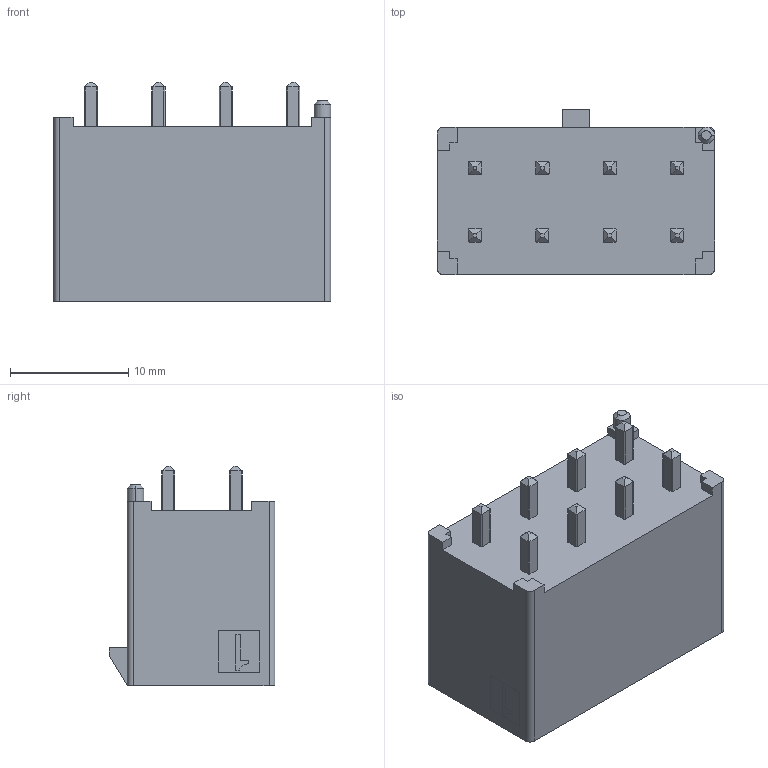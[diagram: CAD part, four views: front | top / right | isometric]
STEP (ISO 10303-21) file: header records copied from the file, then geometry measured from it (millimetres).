
FILE_DESCRIPTION((''),'2;1');
FILE_NAME('768290108','2017-08-22T',('ghp'),(''),'PRO/ENGINEER BY PARAMETRIC TECHNOLOGY CORPORATION, 2012310','PRO/ENGINEER BY PARAMETRIC TECHNOLOGY CORPORATION, 2012310','');
FILE_SCHEMA(('CONFIG_CONTROL_DESIGN'));
Length unit declared in the file: millimetre
Products named in the file (1): 768290108
Bounding box: 23.46 x 14.03 x 18.58 mm (x, y, z)
Volume: 2170.4 mm3; surface area: 3775 mm2
Topology: 1 solids, 1 shells, 440 faces, 1201 edges, 794 vertices
Faces by surface type: plane 368, cylinder 70, cone 2
Entity records: 13683 total; most frequent: CARTESIAN_POINT 2679, ORIENTED_EDGE 2364, DIRECTION 2052, EDGE_CURVE 1182, VECTOR 976, LINE 976, VERTEX_POINT 774, AXIS2_PLACEMENT_3D 538
